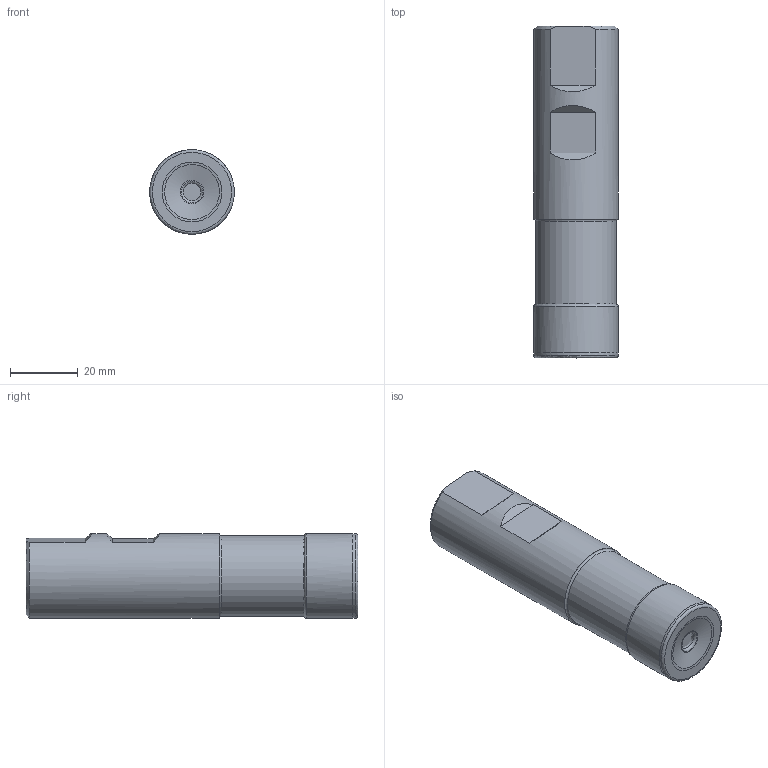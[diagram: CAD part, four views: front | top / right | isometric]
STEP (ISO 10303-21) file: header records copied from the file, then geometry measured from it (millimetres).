
FILE_DESCRIPTION(/* description */ (''),/* implementation_level */ '2;1');
FILE_NAME(/* name */ '202765908ndi000_00.stp',/* time_stamp */ '2019-12-19T07:55:59+01:00',/* author */ (''),/* organization */ (''),/* preprocessor_version */ 'ST-DEVELOPER v16.7',/* originating_system */ 'SIEMENS PLM Software NX 12.0',/* authorisation */ '');
FILE_SCHEMA (('AUTOMOTIVE_DESIGN { 1 0 10303 214 3 1 1 1 }'));
Length unit declared in the file: millimetre
Products named in the file (1): mp5422546AA4r1q6
Bounding box: 25 x 98 x 25 mm (x, y, z)
Volume: 49325.2 mm3; surface area: 12046.5 mm2
Topology: 2 solids, 2 shells, 37 faces, 82 edges, 50 vertices
Faces by surface type: revolution 15, plane 9, cone 6, torus 4, cylinder 3
Full cylindrical faces by diameter (mm): 8 x1, 23.749 x1, 25 x1
Entity records: 1067 total; most frequent: CARTESIAN_POINT 368, DIRECTION 131, ORIENTED_EDGE 88, EDGE_LOOP 67, FACE_BOUND 61, AXIS2_PLACEMENT_3D 54, EDGE_CURVE 44, VERTEX_POINT 40
